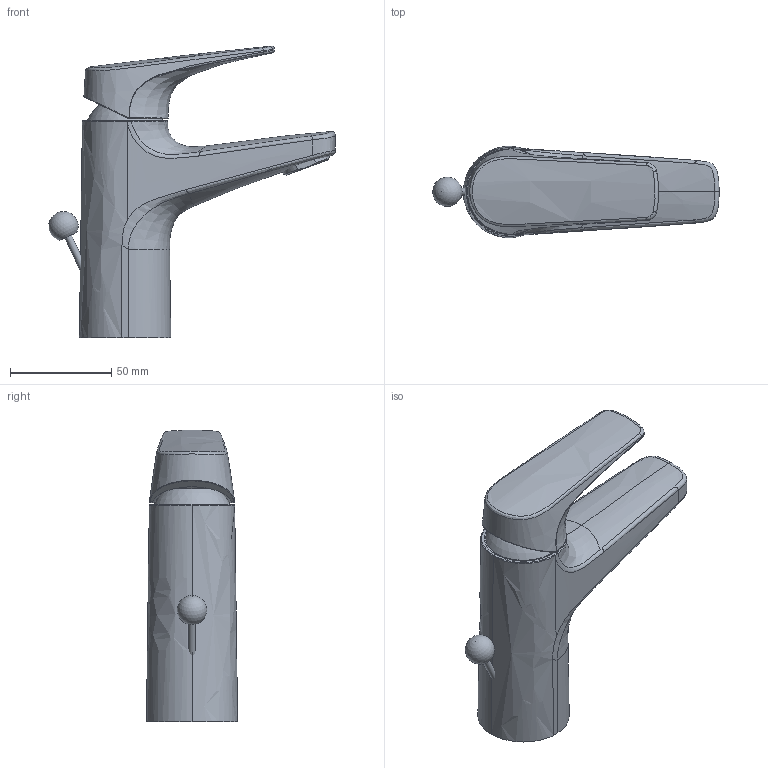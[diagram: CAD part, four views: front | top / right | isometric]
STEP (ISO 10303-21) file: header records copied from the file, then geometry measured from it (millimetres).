
FILE_DESCRIPTION(/* description */ ('Unknown'),/* implementation_level */ '2;1');
FILE_NAME(/* name */ '23751000',/* time_stamp */ '2022-09-07T07:59:49+02:00',/* author */ ('Unknown'),/* organization */ ('GROHE AG'),/* preprocessor_version */ 'ST-DEVELOPER v16.7',/* originating_system */ 'DEX',/* authorisation */ $);
FILE_SCHEMA (('AUTOMOTIVE_DESIGN {1 0 10303 214 3 1 1}'));
Products named in the file (7): 23751000; 40.2951.24300; 23751000_0; 23751000_1; 23751000_2; 23751000_3
Assembly tree (6 placements, depth 2):
  23751000
    23751000
    40.2951.24300
    23751000_0
    23751000_1
    23751000_2
    23751000_3
Bounding box: 141.07 x 44.96 x 143.71 mm (x, y, z)
Volume: 275901.1 mm3; surface area: 44142.6 mm2
Topology: 6 solids, 8 shells, 3216 faces, 8513 edges, 5648 vertices
Faces by surface type: plane 2116, cylinder 725, cone 267, bspline 94, sphere 7, torus 7
Full cylindrical faces by diameter (mm): 3.242 x1, 3.45 x1, 4 x1, 4.1 x1, 6 x1, 8.4 x1, 13.95 x1, 15.7 x1, 16.05 x1, 16.15 x1, 16.831 x1, 17.1 x1, 17.75 x2, 20.15 x1, 20.88 x1, 21.205 x1, 21.5 x1, 22.45 x2, 23.87 x1, 31.5 x1, 36.8 x1, 38.9 x2
Entity records: 135025 total; most frequent: CARTESIAN_POINT 34424, ORIENTED_EDGE 16854, DIRECTION 15941, EDGE_CURVE 8427, AXIS2_PLACEMENT_3D 5676, VERTEX_POINT 5617, LINE 4589, VECTOR 4589
